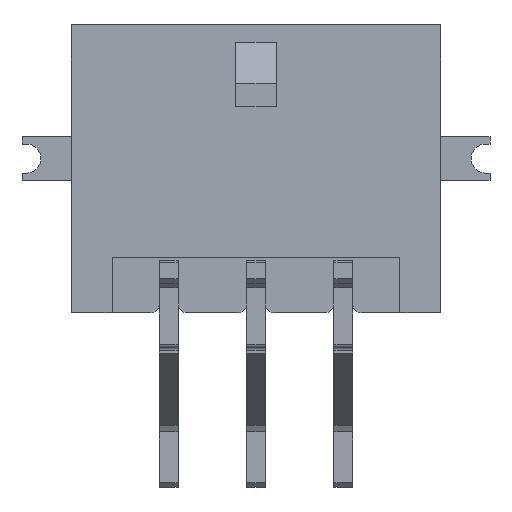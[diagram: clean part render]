
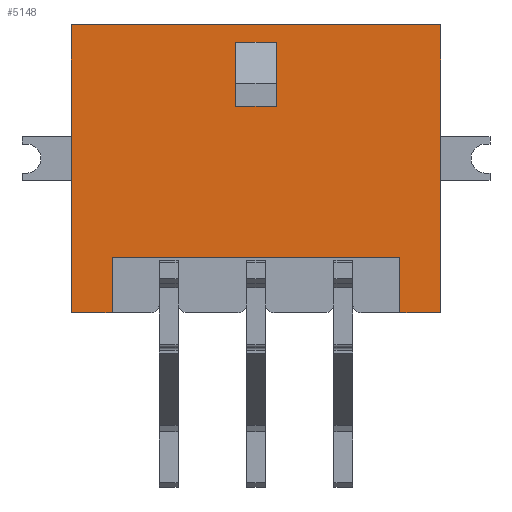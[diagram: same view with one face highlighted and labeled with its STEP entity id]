
A CAD part, left-side view. The second image highlights one B-rep face of the part: STEP entity #5148.
In plain terms, the highlighted planar face has unit normal (-1, 0, 0).
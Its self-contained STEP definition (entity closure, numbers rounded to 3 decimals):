
#650=ORIENTED_EDGE('',*,*,#2015,.T.);
#651=ORIENTED_EDGE('',*,*,#2016,.T.);
#652=ORIENTED_EDGE('',*,*,#2017,.F.);
#653=ORIENTED_EDGE('',*,*,#2018,.F.);
#654=ORIENTED_EDGE('',*,*,#2019,.F.);
#655=ORIENTED_EDGE('',*,*,#1983,.F.);
#656=ORIENTED_EDGE('',*,*,#2007,.T.);
#657=ORIENTED_EDGE('',*,*,#1747,.T.);
#658=ORIENTED_EDGE('',*,*,#2009,.F.);
#659=ORIENTED_EDGE('',*,*,#1991,.F.);
#660=ORIENTED_EDGE('',*,*,#2020,.F.);
#661=ORIENTED_EDGE('',*,*,#2021,.F.);
#1747=EDGE_CURVE('',#2486,#2485,#2996,.T.);
#1983=EDGE_CURVE('',#2658,#2654,#3208,.T.);
#1991=EDGE_CURVE('',#2664,#2665,#3216,.T.);
#2007=EDGE_CURVE('',#2658,#2486,#3232,.T.);
#2009=EDGE_CURVE('',#2665,#2485,#3234,.T.);
#2015=EDGE_CURVE('',#2675,#2676,#3240,.T.);
#2016=EDGE_CURVE('',#2676,#2677,#3241,.T.);
#2017=EDGE_CURVE('',#2678,#2677,#3242,.T.);
#2018=EDGE_CURVE('',#2675,#2678,#3243,.T.);
#2019=EDGE_CURVE('',#2654,#2679,#3244,.T.);
#2020=EDGE_CURVE('',#2680,#2664,#3245,.T.);
#2021=EDGE_CURVE('',#2679,#2680,#3246,.T.);
#2485=VERTEX_POINT('',#7261);
#2486=VERTEX_POINT('',#7263);
#2654=VERTEX_POINT('',#7712);
#2658=VERTEX_POINT('',#7721);
#2664=VERTEX_POINT('',#7737);
#2665=VERTEX_POINT('',#7739);
#2675=VERTEX_POINT('',#7779);
#2676=VERTEX_POINT('',#7780);
#2677=VERTEX_POINT('',#7782);
#2678=VERTEX_POINT('',#7784);
#2679=VERTEX_POINT('',#7787);
#2680=VERTEX_POINT('',#7789);
#2996=LINE('',#7262,#3703);
#3208=LINE('',#7722,#3915);
#3216=LINE('',#7738,#3923);
#3232=LINE('',#7765,#3939);
#3234=LINE('',#7768,#3941);
#3240=LINE('',#7778,#3947);
#3241=LINE('',#7781,#3948);
#3242=LINE('',#7783,#3949);
#3243=LINE('',#7785,#3950);
#3244=LINE('',#7786,#3951);
#3245=LINE('',#7788,#3952);
#3246=LINE('',#7790,#3953);
#3703=VECTOR('',#5838,1000.);
#3915=VECTOR('',#6200,1000.);
#3923=VECTOR('',#6212,1000.);
#3939=VECTOR('',#6232,1000.);
#3941=VECTOR('',#6236,1000.);
#3947=VECTOR('',#6248,1000.);
#3948=VECTOR('',#6249,1000.);
#3949=VECTOR('',#6250,1000.);
#3950=VECTOR('',#6251,1000.);
#3951=VECTOR('',#6252,1000.);
#3952=VECTOR('',#6253,1000.);
#3953=VECTOR('',#6254,1000.);
#4372=EDGE_LOOP('',(#650,#651,#652,#653));
#4373=EDGE_LOOP('',(#654,#655,#656,#657,#658,#659,#660,#661));
#4647=FACE_BOUND('',#4372,.T.);
#4648=FACE_BOUND('',#4373,.T.);
#4900=PLANE('',#5479);
#5148=ADVANCED_FACE('',(#4647,#4648),#4900,.T.);
#5479=AXIS2_PLACEMENT_3D('',#7777,#6246,#6247);
#5838=DIRECTION('',(0.,1.,0.));
#6200=DIRECTION('',(0.,1.,0.));
#6212=DIRECTION('',(0.,1.,0.));
#6232=DIRECTION('',(0.,0.,1.));
#6236=DIRECTION('',(0.,0.,1.));
#6246=DIRECTION('',(-1.,0.,0.));
#6247=DIRECTION('',(0.,0.,1.));
#6248=DIRECTION('',(0.,0.,1.));
#6249=DIRECTION('',(0.,-1.,0.));
#6250=DIRECTION('',(0.,0.,1.));
#6251=DIRECTION('',(0.,-1.,0.));
#6252=DIRECTION('',(0.,0.,1.));
#6253=DIRECTION('',(0.,0.,-1.));
#6254=DIRECTION('',(0.,1.,0.));
#7261=CARTESIAN_POINT('',(-3.43,6.35,4.95));
#7262=CARTESIAN_POINT('',(-3.43,-6.35,4.95));
#7263=CARTESIAN_POINT('',(-3.43,-6.35,4.95));
#7712=CARTESIAN_POINT('',(-3.43,-4.95,-4.95));
#7721=CARTESIAN_POINT('',(-3.43,-6.35,-4.95));
#7722=CARTESIAN_POINT('',(-3.43,-6.35,-4.95));
#7737=CARTESIAN_POINT('',(-3.43,4.95,-4.95));
#7738=CARTESIAN_POINT('',(-3.43,-6.35,-4.95));
#7739=CARTESIAN_POINT('',(-3.43,6.35,-4.95));
#7765=CARTESIAN_POINT('',(-3.43,-6.35,-4.95));
#7768=CARTESIAN_POINT('',(-3.43,6.35,-4.95));
#7777=CARTESIAN_POINT('',(-3.43,-6.35,-4.95));
#7778=CARTESIAN_POINT('',(-3.43,0.7,2.15));
#7779=CARTESIAN_POINT('',(-3.43,0.7,2.15));
#7780=CARTESIAN_POINT('',(-3.43,0.7,4.35));
#7781=CARTESIAN_POINT('',(-3.43,0.7,4.35));
#7782=CARTESIAN_POINT('',(-3.43,-0.7,4.35));
#7783=CARTESIAN_POINT('',(-3.43,-0.7,2.15));
#7784=CARTESIAN_POINT('',(-3.43,-0.7,2.15));
#7785=CARTESIAN_POINT('',(-3.43,0.7,2.15));
#7786=CARTESIAN_POINT('',(-3.43,-4.95,-4.95));
#7787=CARTESIAN_POINT('',(-3.43,-4.95,-3.05));
#7788=CARTESIAN_POINT('',(-3.43,4.95,-3.05));
#7789=CARTESIAN_POINT('',(-3.43,4.95,-3.05));
#7790=CARTESIAN_POINT('',(-3.43,-4.95,-3.05));
